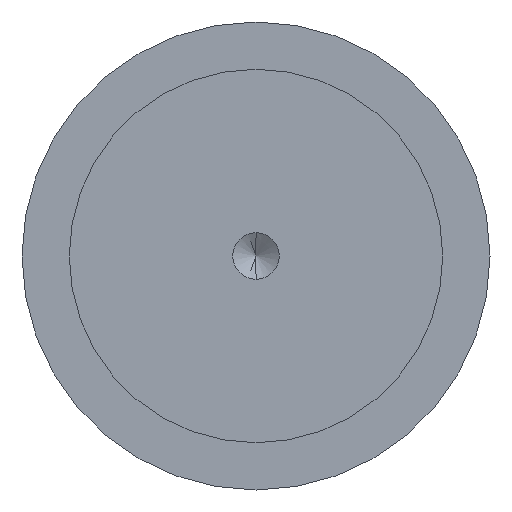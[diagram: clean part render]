
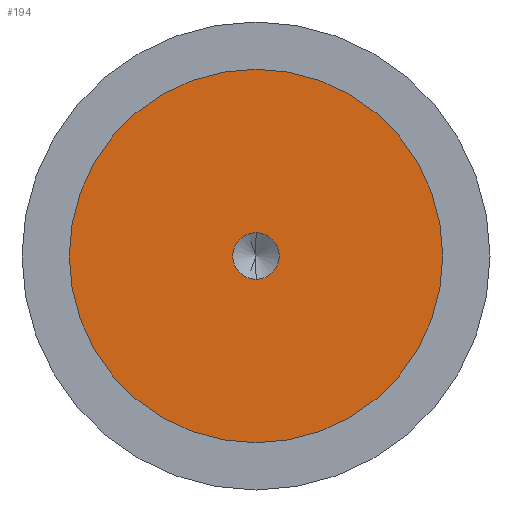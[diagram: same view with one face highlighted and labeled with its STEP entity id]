
A CAD part, front view. The second image highlights one B-rep face of the part: STEP entity #194.
In plain terms, the highlighted planar face has unit normal (0, -1, 0).
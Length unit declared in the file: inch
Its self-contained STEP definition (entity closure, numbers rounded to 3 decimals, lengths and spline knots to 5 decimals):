
#17 = VERTEX_POINT ( 'NONE', #28 ) ;
#27 = AXIS2_PLACEMENT_3D ( 'NONE', #273, #395, #271 ) ;
#28 = CARTESIAN_POINT ( 'NONE',  ( 0., -0.5, -0.395 ) ) ;
#34 = EDGE_CURVE ( 'NONE', #73, #349, #215, .T. ) ;
#64 = FACE_BOUND ( 'NONE', #166, .T. ) ;
#66 = CARTESIAN_POINT ( 'NONE',  ( 0., -0.5, 0. ) ) ;
#73 = VERTEX_POINT ( 'NONE', #389 ) ;
#76 = ORIENTED_EDGE ( 'NONE', *, *, #112, .F. ) ;
#79 = CIRCLE ( 'NONE', #107, 0.395 ) ;
#81 = CARTESIAN_POINT ( 'NONE',  ( 0., -0.5, 0. ) ) ;
#82 = EDGE_LOOP ( 'NONE', ( #317, #353 ) ) ;
#83 = CARTESIAN_POINT ( 'NONE',  ( 0., -0.5, 0. ) ) ;
#88 = AXIS2_PLACEMENT_3D ( 'NONE', #81, #282, #334 ) ;
#107 = AXIS2_PLACEMENT_3D ( 'NONE', #66, #368, #160 ) ;
#112 = EDGE_CURVE ( 'NONE', #349, #73, #333, .T. ) ;
#117 = CARTESIAN_POINT ( 'NONE',  ( 0., -0.5, -0.04921 ) ) ;
#135 = AXIS2_PLACEMENT_3D ( 'NONE', #83, #217, #297 ) ;
#160 = DIRECTION ( 'NONE',  ( 0., 0., -1. ) ) ;
#166 = EDGE_LOOP ( 'NONE', ( #76, #322 ) ) ;
#190 = PLANE ( 'NONE',  #306 ) ;
#194 = ADVANCED_FACE ( 'NONE', ( #64, #338 ), #190, .T. ) ;
#200 = CIRCLE ( 'NONE', #88, 0.395 ) ;
#215 = CIRCLE ( 'NONE', #27, 0.04921 ) ;
#217 = DIRECTION ( 'NONE',  ( 0., -1., 0. ) ) ;
#221 = EDGE_CURVE ( 'NONE', #258, #17, #79, .T. ) ;
#223 = DIRECTION ( 'NONE',  ( 0., -1., 0. ) ) ;
#250 = CARTESIAN_POINT ( 'NONE',  ( 0., -0.5, 0.395 ) ) ;
#258 = VERTEX_POINT ( 'NONE', #250 ) ;
#271 = DIRECTION ( 'NONE',  ( 0., 0., -1. ) ) ;
#273 = CARTESIAN_POINT ( 'NONE',  ( 0., -0.5, 0. ) ) ;
#282 = DIRECTION ( 'NONE',  ( 0., -1., 0. ) ) ;
#283 = DIRECTION ( 'NONE',  ( 0., 0., -1. ) ) ;
#297 = DIRECTION ( 'NONE',  ( 0., 0., -1. ) ) ;
#306 = AXIS2_PLACEMENT_3D ( 'NONE', #344, #223, #283 ) ;
#317 = ORIENTED_EDGE ( 'NONE', *, *, #221, .T. ) ;
#322 = ORIENTED_EDGE ( 'NONE', *, *, #34, .F. ) ;
#326 = EDGE_CURVE ( 'NONE', #17, #258, #200, .T. ) ;
#333 = CIRCLE ( 'NONE', #135, 0.04921 ) ;
#334 = DIRECTION ( 'NONE',  ( 0., 0., -1. ) ) ;
#338 = FACE_OUTER_BOUND ( 'NONE', #82, .T. ) ;
#344 = CARTESIAN_POINT ( 'NONE',  ( 0., -0.5, 0. ) ) ;
#349 = VERTEX_POINT ( 'NONE', #117 ) ;
#353 = ORIENTED_EDGE ( 'NONE', *, *, #326, .T. ) ;
#368 = DIRECTION ( 'NONE',  ( 0., -1., 0. ) ) ;
#389 = CARTESIAN_POINT ( 'NONE',  ( 0., -0.5, 0.04921 ) ) ;
#395 = DIRECTION ( 'NONE',  ( 0., -1., 0. ) ) ;
